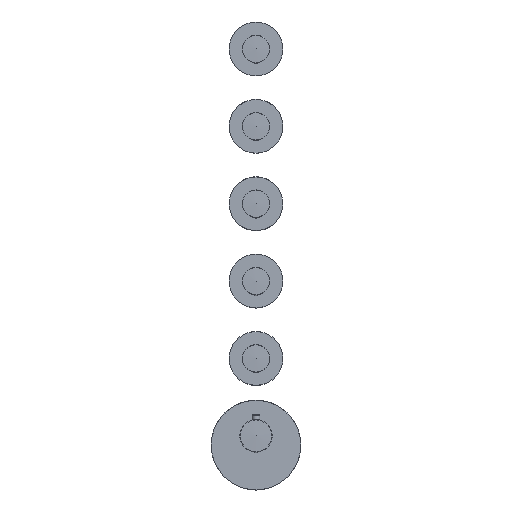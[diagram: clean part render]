
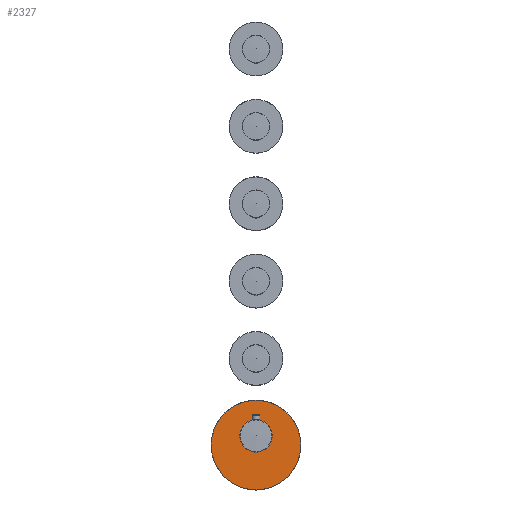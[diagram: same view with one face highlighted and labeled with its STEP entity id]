
A CAD part, front view. The second image highlights one B-rep face of the part: STEP entity #2327.
In plain terms, the highlighted planar face has unit normal (0, -1, 0).
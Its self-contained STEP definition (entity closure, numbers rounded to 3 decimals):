
#134=CIRCLE('',#2524,20.85);
#135=CIRCLE('',#2526,57.8);
#216=PLANE('',#2525);
#618=ORIENTED_EDGE('',*,*,#1111,.F.);
#619=ORIENTED_EDGE('',*,*,#1112,.T.);
#1111=EDGE_CURVE('',#1411,#1411,#134,.T.);
#1112=EDGE_CURVE('',#1412,#1412,#135,.T.);
#1411=VERTEX_POINT('',#10397);
#1412=VERTEX_POINT('',#10400);
#1834=EDGE_LOOP('',(#618));
#1835=EDGE_LOOP('',(#619));
#2070=FACE_BOUND('',#1834,.T.);
#2071=FACE_BOUND('',#1835,.T.);
#2327=ADVANCED_FACE('',(#2070,#2071),#216,.T.);
#2524=AXIS2_PLACEMENT_3D('',#10396,#2794,#2795);
#2525=AXIS2_PLACEMENT_3D('',#10398,#2796,#2797);
#2526=AXIS2_PLACEMENT_3D('',#10399,#2798,#2799);
#2794=DIRECTION('',(0.,-1.,0.));
#2795=DIRECTION('',(-1.,0.,0.));
#2796=DIRECTION('',(0.,-1.,0.));
#2797=DIRECTION('',(1.,0.,0.));
#2798=DIRECTION('',(0.,-1.,0.));
#2799=DIRECTION('',(1.,0.,0.));
#10396=CARTESIAN_POINT('',(0.,-7.,0.));
#10397=CARTESIAN_POINT('',(-20.85,-7.,0.));
#10398=CARTESIAN_POINT('',(0.,-7.,-67.));
#10399=CARTESIAN_POINT('',(0.,-7.,-12.));
#10400=CARTESIAN_POINT('',(57.8,-7.,-12.));
